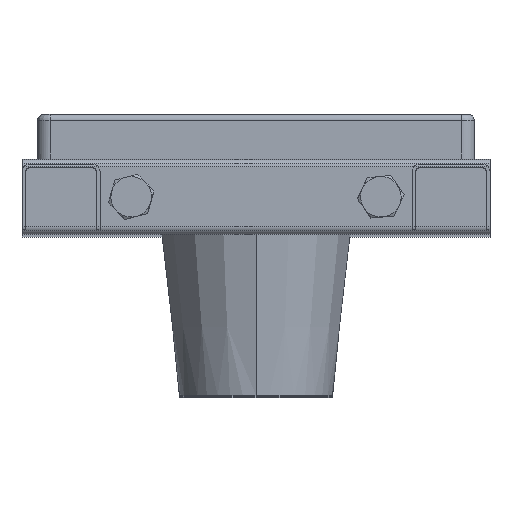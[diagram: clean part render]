
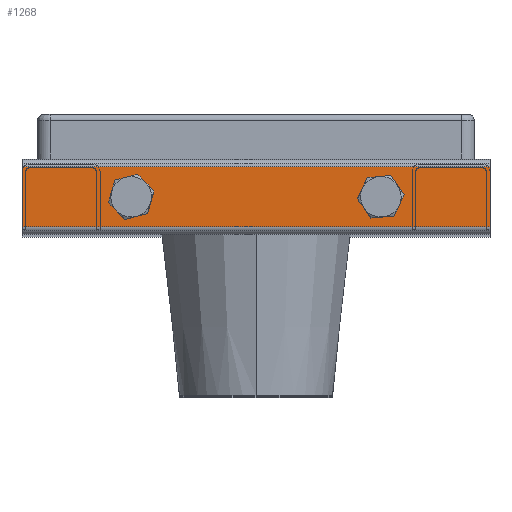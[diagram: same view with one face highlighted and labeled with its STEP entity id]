
A CAD part, top view. The second image highlights one B-rep face of the part: STEP entity #1268.
In plain terms, the highlighted face is planar.
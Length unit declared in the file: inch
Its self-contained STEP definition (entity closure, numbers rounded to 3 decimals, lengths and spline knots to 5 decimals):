
#4 = VECTOR ( 'NONE', #13394, 39.37008 ) ;
#36 = CARTESIAN_POINT ( 'NONE',  ( 0., 0.47244, 0. ) ) ;
#138 = DIRECTION ( 'NONE',  ( 0., 0., -1. ) ) ;
#377 = EDGE_CURVE ( 'NONE', #5538, #7600, #3222, .T. ) ;
#408 = CIRCLE ( 'NONE', #1316, 0.22047 ) ;
#532 = DIRECTION ( 'NONE',  ( 0., 0., -1. ) ) ;
#606 = CARTESIAN_POINT ( 'NONE',  ( -1.37795, 0.47244, 0. ) ) ;
#741 = DIRECTION ( 'NONE',  ( 1., 0., 0. ) ) ;
#829 = FACE_BOUND ( 'NONE', #3295, .T. ) ;
#830 = DIRECTION ( 'NONE',  ( 0., 0., -1. ) ) ;
#961 = CARTESIAN_POINT ( 'NONE',  ( 0., 0.85039, 0. ) ) ;
#1268 = ADVANCED_FACE ( 'NONE', ( #829, #11693, #4970 ), #13683, .F. ) ;
#1316 = AXIS2_PLACEMENT_3D ( 'NONE', #4756, #138, #4483 ) ;
#1335 = LINE ( 'NONE', #5688, #4 ) ;
#1757 = CARTESIAN_POINT ( 'NONE',  ( -5.90551, 0.85039, 0. ) ) ;
#2025 = EDGE_LOOP ( 'NONE', ( #9302, #13600 ) ) ;
#2217 = EDGE_LOOP ( 'NONE', ( #11246, #12416, #9052, #11550 ) ) ;
#2716 = AXIS2_PLACEMENT_3D ( 'NONE', #606, #4956, #9321 ) ;
#2961 = DIRECTION ( 'NONE',  ( 0., 1., 0. ) ) ;
#3036 = LINE ( 'NONE', #36, #11773 ) ;
#3165 = EDGE_CURVE ( 'NONE', #7600, #5538, #408, .T. ) ;
#3222 = CIRCLE ( 'NONE', #11194, 0.22047 ) ;
#3295 = EDGE_LOOP ( 'NONE', ( #10393, #5894 ) ) ;
#3376 = EDGE_CURVE ( 'NONE', #9566, #12843, #7020, .T. ) ;
#3418 = VERTEX_POINT ( 'NONE', #8465 ) ;
#4054 = VERTEX_POINT ( 'NONE', #961 ) ;
#4312 = LINE ( 'NONE', #9668, #9718 ) ;
#4483 = DIRECTION ( 'NONE',  ( 1., 0., 0. ) ) ;
#4605 = VERTEX_POINT ( 'NONE', #1757 ) ;
#4756 = CARTESIAN_POINT ( 'NONE',  ( -4.52756, 0.47244, 0. ) ) ;
#4956 = DIRECTION ( 'NONE',  ( 0., 0., -1. ) ) ;
#4970 = FACE_OUTER_BOUND ( 'NONE', #2217, .T. ) ;
#5022 = CARTESIAN_POINT ( 'NONE',  ( -4.52756, 0.47244, 0. ) ) ;
#5538 = VERTEX_POINT ( 'NONE', #6851 ) ;
#5688 = CARTESIAN_POINT ( 'NONE',  ( -2.95276, 0.09449, 0. ) ) ;
#5894 = ORIENTED_EDGE ( 'NONE', *, *, #3376, .F. ) ;
#5975 = CARTESIAN_POINT ( 'NONE',  ( -4.30709, 0.47244, 0. ) ) ;
#6044 = EDGE_CURVE ( 'NONE', #4605, #3418, #7181, .T. ) ;
#6174 = EDGE_CURVE ( 'NONE', #12843, #9566, #9793, .T. ) ;
#6542 = VERTEX_POINT ( 'NONE', #11594 ) ;
#6851 = CARTESIAN_POINT ( 'NONE',  ( -4.74803, 0.47244, 0. ) ) ;
#7020 = CIRCLE ( 'NONE', #10443, 0.22047 ) ;
#7181 = LINE ( 'NONE', #13742, #9555 ) ;
#7600 = VERTEX_POINT ( 'NONE', #5975 ) ;
#8352 = DIRECTION ( 'NONE',  ( 1., 0., 0. ) ) ;
#8464 = DIRECTION ( 'NONE',  ( 0., -1., 0. ) ) ;
#8465 = CARTESIAN_POINT ( 'NONE',  ( -5.90551, 0.09449, 0. ) ) ;
#9052 = ORIENTED_EDGE ( 'NONE', *, *, #9165, .F. ) ;
#9165 = EDGE_CURVE ( 'NONE', #4054, #4605, #4312, .T. ) ;
#9302 = ORIENTED_EDGE ( 'NONE', *, *, #3165, .F. ) ;
#9310 = EDGE_CURVE ( 'NONE', #6542, #4054, #3036, .T. ) ;
#9321 = DIRECTION ( 'NONE',  ( 1., 0., 0. ) ) ;
#9555 = VECTOR ( 'NONE', #13812, 39.37008 ) ;
#9566 = VERTEX_POINT ( 'NONE', #10370 ) ;
#9668 = CARTESIAN_POINT ( 'NONE',  ( -2.95276, 0.85039, 0. ) ) ;
#9718 = VECTOR ( 'NONE', #13030, 39.37008 ) ;
#9751 = CARTESIAN_POINT ( 'NONE',  ( -1.37795, 0.47244, 0. ) ) ;
#9793 = CIRCLE ( 'NONE', #2716, 0.22047 ) ;
#10370 = CARTESIAN_POINT ( 'NONE',  ( -1.59843, 0.47244, 0. ) ) ;
#10393 = ORIENTED_EDGE ( 'NONE', *, *, #6174, .F. ) ;
#10443 = AXIS2_PLACEMENT_3D ( 'NONE', #9751, #830, #8352 ) ;
#10543 = DIRECTION ( 'NONE',  ( 0., 0., 1. ) ) ;
#11194 = AXIS2_PLACEMENT_3D ( 'NONE', #5022, #532, #741 ) ;
#11246 = ORIENTED_EDGE ( 'NONE', *, *, #11805, .F. ) ;
#11550 = ORIENTED_EDGE ( 'NONE', *, *, #9310, .F. ) ;
#11594 = CARTESIAN_POINT ( 'NONE',  ( 0., 0.09449, 0. ) ) ;
#11693 = FACE_BOUND ( 'NONE', #2025, .T. ) ;
#11773 = VECTOR ( 'NONE', #2961, 39.37008 ) ;
#11805 = EDGE_CURVE ( 'NONE', #3418, #6542, #1335, .T. ) ;
#12198 = CARTESIAN_POINT ( 'NONE',  ( -1.15748, 0.47244, 0. ) ) ;
#12416 = ORIENTED_EDGE ( 'NONE', *, *, #6044, .F. ) ;
#12843 = VERTEX_POINT ( 'NONE', #12198 ) ;
#13030 = DIRECTION ( 'NONE',  ( -1., 0., 0. ) ) ;
#13394 = DIRECTION ( 'NONE',  ( 1., 0., 0. ) ) ;
#13600 = ORIENTED_EDGE ( 'NONE', *, *, #377, .F. ) ;
#13683 = PLANE ( 'NONE',  #13878 ) ;
#13742 = CARTESIAN_POINT ( 'NONE',  ( -5.90551, 0.47244, 0. ) ) ;
#13755 = CARTESIAN_POINT ( 'NONE',  ( -5.90551, 0.85039, 0. ) ) ;
#13812 = DIRECTION ( 'NONE',  ( 0., -1., 0. ) ) ;
#13878 = AXIS2_PLACEMENT_3D ( 'NONE', #13755, #10543, #8464 ) ;
